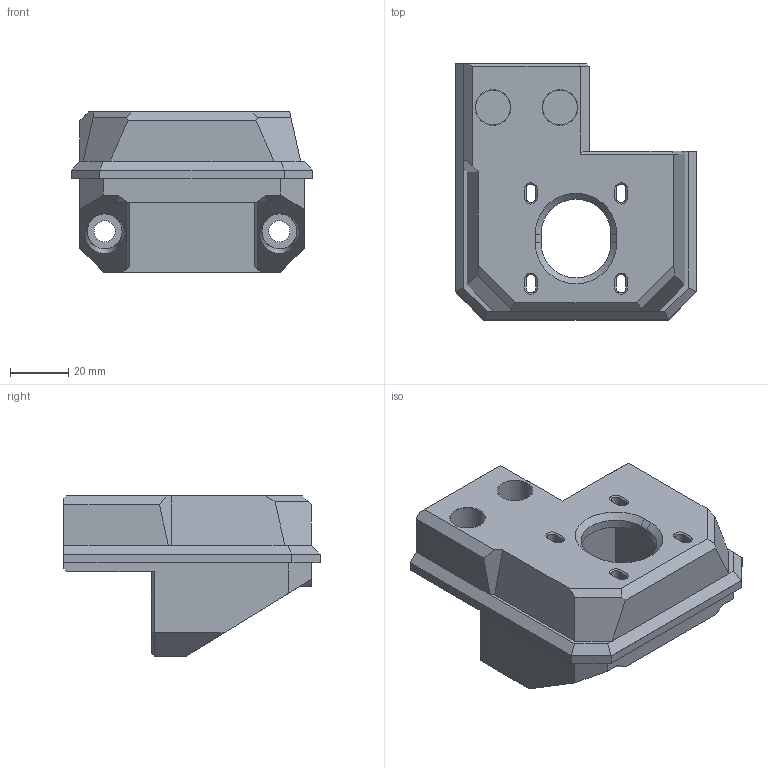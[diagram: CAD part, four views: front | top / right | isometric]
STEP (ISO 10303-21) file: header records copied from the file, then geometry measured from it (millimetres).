
FILE_DESCRIPTION(/* description */ (''),/* implementation_level */ '2;1');
FILE_NAME(/* name */ 'lead_screw_motor_cage_back_lip.step',/* time_stamp */ '2022-03-07T16:20:19+01:00',/* author */ (''),/* organization */ (''),/* preprocessor_version */ 'ST-DEVELOPER v18.1',/* originating_system */ 'Autodesk Translation Framework v10.13.0.1454',/* authorisation */ '');
FILE_SCHEMA (('AUTOMOTIVE_DESIGN { 1 0 10303 214 3 1 1 }'));
Length unit declared in the file: millimetre
Products named in the file (1): lead_screw_motor_cage_back_lip
Bounding box: 83 x 88 x 55 mm (x, y, z)
Volume: 124510 mm3; surface area: 33340.4 mm2
Topology: 1 solids, 1 shells, 125 faces, 317 edges, 200 vertices
Faces by surface type: plane 93, cylinder 18, cone 12, bspline 2
Full cylindrical faces by diameter (mm): 6.3 x2, 7.3 x2, 12 x4
Entity records: 4097 total; most frequent: CARTESIAN_POINT 1009, ORIENTED_EDGE 634, DIRECTION 603, EDGE_CURVE 317, LINE 263, VECTOR 263, VERTEX_POINT 200, AXIS2_PLACEMENT_3D 170
